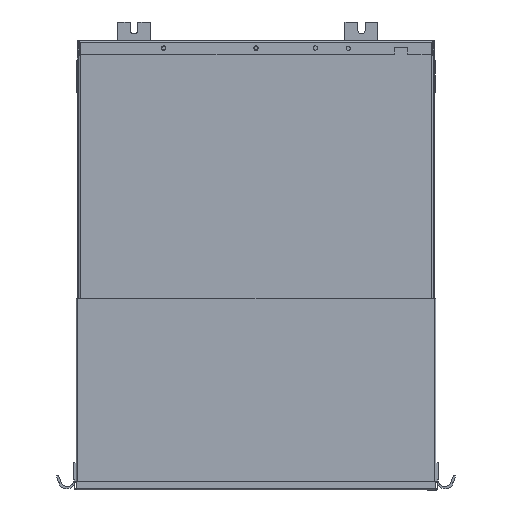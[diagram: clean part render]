
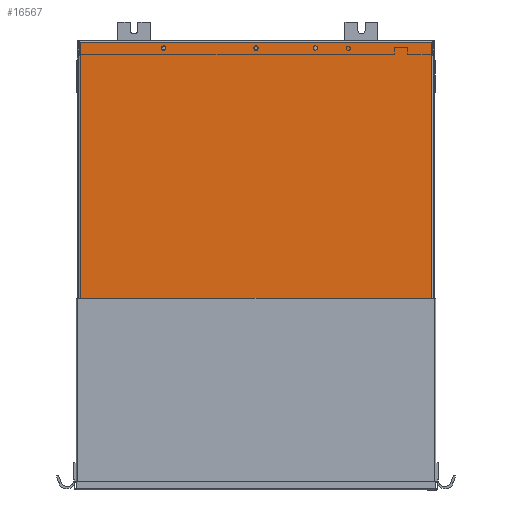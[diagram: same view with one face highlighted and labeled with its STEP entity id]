
A CAD part, front view. The second image highlights one B-rep face of the part: STEP entity #16567.
In plain terms, the highlighted planar face has unit normal (0, -1, 0).
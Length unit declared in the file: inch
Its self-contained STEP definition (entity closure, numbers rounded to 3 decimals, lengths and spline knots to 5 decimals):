
#73 = CARTESIAN_POINT ( 'NONE',  ( -13.32411, -0.0598, -9.875 ) ) ;
#274 = VERTEX_POINT ( 'NONE', #8668 ) ;
#332 = CARTESIAN_POINT ( 'NONE',  ( -13.7575, -0.0598, -9.875 ) ) ;
#447 = DIRECTION ( 'NONE',  ( 0., 0., 1. ) ) ;
#489 = DIRECTION ( 'NONE',  ( 0., 0., 1. ) ) ;
#1129 = AXIS2_PLACEMENT_3D ( 'NONE', #19576, #10022, #447 ) ;
#1161 = CARTESIAN_POINT ( 'NONE',  ( -6.9995, -0.0598, 9.2815 ) ) ;
#1337 = EDGE_CURVE ( 'NONE', #5205, #17415, #2769, .T. ) ;
#1418 = VECTOR ( 'NONE', #5139, 39.37008 ) ;
#1581 = PLANE ( 'NONE',  #7488 ) ;
#1787 = CARTESIAN_POINT ( 'NONE',  ( 13.32411, -0.0598, 9.875 ) ) ;
#2079 = DIRECTION ( 'NONE',  ( 0., 1., 0. ) ) ;
#2294 = EDGE_LOOP ( 'NONE', ( #6422, #10976 ) ) ;
#2769 = LINE ( 'NONE', #16740, #19215 ) ;
#3208 = CARTESIAN_POINT ( 'NONE',  ( 0., -0.0598, 0. ) ) ;
#3473 = CARTESIAN_POINT ( 'NONE',  ( 0.0005, -0.0598, 9.4375 ) ) ;
#3579 = CIRCLE ( 'NONE', #17476, 0.156 ) ;
#3882 = ORIENTED_EDGE ( 'NONE', *, *, #7746, .F. ) ;
#3889 = EDGE_CURVE ( 'NONE', #9427, #274, #3579, .T. ) ;
#4314 = EDGE_LOOP ( 'NONE', ( #5498, #6641 ) ) ;
#4351 = CIRCLE ( 'NONE', #5811, 0.156 ) ;
#4366 = CARTESIAN_POINT ( 'NONE',  ( 0.0005, -0.0598, 9.2815 ) ) ;
#4799 = DIRECTION ( 'NONE',  ( 0., 0., 1. ) ) ;
#4933 = AXIS2_PLACEMENT_3D ( 'NONE', #5675, #16817, #7295 ) ;
#5050 = DIRECTION ( 'NONE',  ( 0., 1., 0. ) ) ;
#5058 = DIRECTION ( 'NONE',  ( 0., 0., 1. ) ) ;
#5139 = DIRECTION ( 'NONE',  ( -1., 0., 0. ) ) ;
#5205 = VERTEX_POINT ( 'NONE', #1787 ) ;
#5498 = ORIENTED_EDGE ( 'NONE', *, *, #11652, .T. ) ;
#5664 = LINE ( 'NONE', #332, #1418 ) ;
#5675 = CARTESIAN_POINT ( 'NONE',  ( 0.0005, -0.0598, 9.4375 ) ) ;
#5811 = AXIS2_PLACEMENT_3D ( 'NONE', #14603, #5050, #16201 ) ;
#6409 = ORIENTED_EDGE ( 'NONE', *, *, #7620, .F. ) ;
#6422 = ORIENTED_EDGE ( 'NONE', *, *, #16961, .T. ) ;
#6641 = ORIENTED_EDGE ( 'NONE', *, *, #10987, .T. ) ;
#7002 = ORIENTED_EDGE ( 'NONE', *, *, #1337, .F. ) ;
#7062 = CARTESIAN_POINT ( 'NONE',  ( 13.32411, -0.0598, -9.875 ) ) ;
#7106 = CARTESIAN_POINT ( 'NONE',  ( -13.3935, -0.0598, 9.875 ) ) ;
#7239 = VERTEX_POINT ( 'NONE', #8934 ) ;
#7295 = DIRECTION ( 'NONE',  ( 0., 0., 1. ) ) ;
#7399 = FACE_BOUND ( 'NONE', #2294, .T. ) ;
#7488 = AXIS2_PLACEMENT_3D ( 'NONE', #3208, #17471, #4799 ) ;
#7512 = VERTEX_POINT ( 'NONE', #73 ) ;
#7603 = CARTESIAN_POINT ( 'NONE',  ( -13.32411, -0.0598, 0. ) ) ;
#7620 = EDGE_CURVE ( 'NONE', #17415, #7512, #5664, .T. ) ;
#7746 = EDGE_CURVE ( 'NONE', #7239, #5205, #20142, .T. ) ;
#7900 = FACE_OUTER_BOUND ( 'NONE', #9781, .T. ) ;
#7921 = VECTOR ( 'NONE', #16622, 39.37008 ) ;
#8668 = CARTESIAN_POINT ( 'NONE',  ( -6.9995, -0.0598, 9.5935 ) ) ;
#8788 = EDGE_LOOP ( 'NONE', ( #11625, #13820 ) ) ;
#8934 = CARTESIAN_POINT ( 'NONE',  ( -13.32411, -0.0598, 9.875 ) ) ;
#9132 = CIRCLE ( 'NONE', #13902, 0.156 ) ;
#9427 = VERTEX_POINT ( 'NONE', #1161 ) ;
#9781 = EDGE_LOOP ( 'NONE', ( #7002, #3882, #12755, #6409 ) ) ;
#9806 = CIRCLE ( 'NONE', #12127, 0.156 ) ;
#9813 = CARTESIAN_POINT ( 'NONE',  ( 0.0005, -0.0598, 9.5935 ) ) ;
#10018 = VERTEX_POINT ( 'NONE', #4366 ) ;
#10022 = DIRECTION ( 'NONE',  ( 0., 1., 0. ) ) ;
#10063 = DIRECTION ( 'NONE',  ( 0., 1., 0. ) ) ;
#10976 = ORIENTED_EDGE ( 'NONE', *, *, #16678, .T. ) ;
#10987 = EDGE_CURVE ( 'NONE', #20181, #12572, #4351, .T. ) ;
#11165 = FACE_BOUND ( 'NONE', #4314, .T. ) ;
#11498 = VECTOR ( 'NONE', #14014, 39.37008 ) ;
#11625 = ORIENTED_EDGE ( 'NONE', *, *, #14443, .T. ) ;
#11645 = CARTESIAN_POINT ( 'NONE',  ( -6.9995, -0.0598, 9.4375 ) ) ;
#11652 = EDGE_CURVE ( 'NONE', #12572, #20181, #9806, .T. ) ;
#11721 = CIRCLE ( 'NONE', #1129, 0.156 ) ;
#12127 = AXIS2_PLACEMENT_3D ( 'NONE', #19613, #10063, #489 ) ;
#12572 = VERTEX_POINT ( 'NONE', #17673 ) ;
#12654 = CIRCLE ( 'NONE', #4933, 0.156 ) ;
#12755 = ORIENTED_EDGE ( 'NONE', *, *, #14189, .T. ) ;
#13229 = DIRECTION ( 'NONE',  ( 0., 0., 1. ) ) ;
#13465 = CARTESIAN_POINT ( 'NONE',  ( 4.5005, -0.0598, 9.2815 ) ) ;
#13820 = ORIENTED_EDGE ( 'NONE', *, *, #3889, .T. ) ;
#13902 = AXIS2_PLACEMENT_3D ( 'NONE', #3473, #14613, #5058 ) ;
#14014 = DIRECTION ( 'NONE',  ( 0., 0., -1. ) ) ;
#14189 = EDGE_CURVE ( 'NONE', #7239, #7512, #20177, .T. ) ;
#14443 = EDGE_CURVE ( 'NONE', #274, #9427, #11721, .T. ) ;
#14603 = CARTESIAN_POINT ( 'NONE',  ( 4.5005, -0.0598, 9.4375 ) ) ;
#14613 = DIRECTION ( 'NONE',  ( 0., 1., 0. ) ) ;
#15364 = FACE_BOUND ( 'NONE', #8788, .T. ) ;
#16201 = DIRECTION ( 'NONE',  ( 0., 0., 1. ) ) ;
#16567 = ADVANCED_FACE ( 'NONE', ( #7900, #15364, #7399, #11165 ), #1581, .F. ) ;
#16622 = DIRECTION ( 'NONE',  ( 1., 0., 0. ) ) ;
#16678 = EDGE_CURVE ( 'NONE', #10018, #16710, #9132, .T. ) ;
#16710 = VERTEX_POINT ( 'NONE', #9813 ) ;
#16740 = CARTESIAN_POINT ( 'NONE',  ( 13.32411, -0.0598, 0. ) ) ;
#16817 = DIRECTION ( 'NONE',  ( 0., 1., 0. ) ) ;
#16961 = EDGE_CURVE ( 'NONE', #16710, #10018, #12654, .T. ) ;
#17415 = VERTEX_POINT ( 'NONE', #7062 ) ;
#17471 = DIRECTION ( 'NONE',  ( 0., 1., 0. ) ) ;
#17476 = AXIS2_PLACEMENT_3D ( 'NONE', #11645, #2079, #13229 ) ;
#17673 = CARTESIAN_POINT ( 'NONE',  ( 4.5005, -0.0598, 9.5935 ) ) ;
#17728 = DIRECTION ( 'NONE',  ( 0., 0., -1. ) ) ;
#19215 = VECTOR ( 'NONE', #17728, 39.37008 ) ;
#19576 = CARTESIAN_POINT ( 'NONE',  ( -6.9995, -0.0598, 9.4375 ) ) ;
#19613 = CARTESIAN_POINT ( 'NONE',  ( 4.5005, -0.0598, 9.4375 ) ) ;
#20142 = LINE ( 'NONE', #7106, #7921 ) ;
#20177 = LINE ( 'NONE', #7603, #11498 ) ;
#20181 = VERTEX_POINT ( 'NONE', #13465 ) ;
